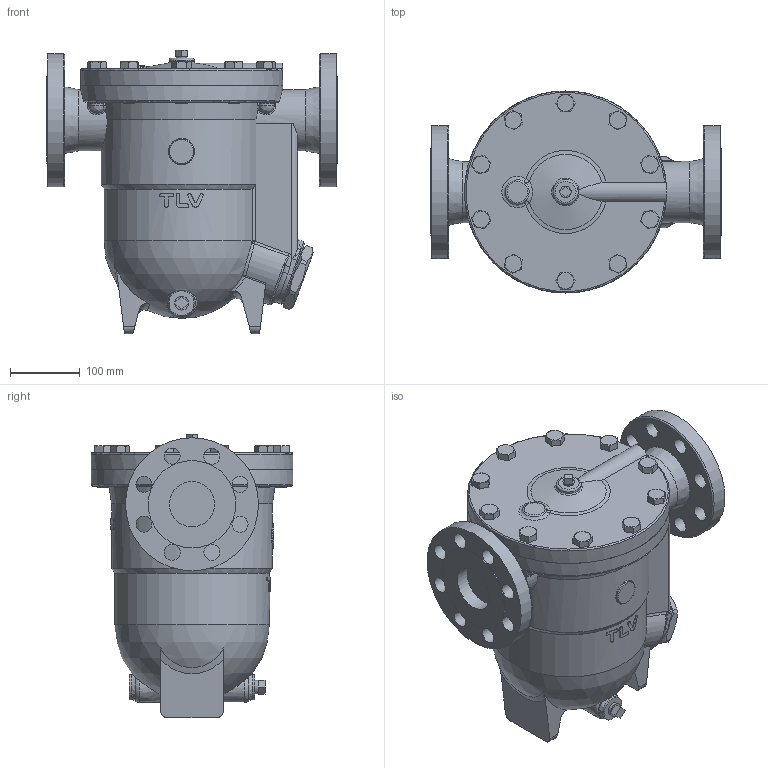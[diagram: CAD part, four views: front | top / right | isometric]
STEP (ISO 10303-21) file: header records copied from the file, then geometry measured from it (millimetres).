
FILE_DESCRIPTION((''),'2;1');
FILE_NAME('j75x0-065-a0250-00.stp','2010-06-07T16:30:17',('nakaot'),(''),'Autodesk Inventor 2008','Autodesk Inventor 2008','');
FILE_SCHEMA(('AUTOMOTIVE_DESIGN { 1 0 10303 214 1 1 1 1 }'));
Length unit declared in the file: millimetre
Products named in the file (1): j75x0-065-a0250-00
Bounding box: 417 x 290 x 407 mm (x, y, z)
Volume: 17848727 mm3; surface area: 684674.1 mm2
Topology: 1 solids, 1 shells, 430 faces, 1069 edges, 674 vertices
Faces by surface type: plane 156, bspline 124, cone 74, cylinder 63, torus 11, sphere 2
Full cylindrical faces by diameter (mm): 16 x16, 36 x2, 65 x2, 88 x2, 125.5 x1, 191 x2, 200 x1, 290 x2
Entity records: 25142 total; most frequent: CARTESIAN_POINT 16371, ORIENTED_EDGE 1896, DIRECTION 1558, EDGE_CURVE 948, AXIS2_PLACEMENT_3D 648, VERTEX_POINT 630, EDGE_LOOP 592, FACE_OUTER_BOUND 430
